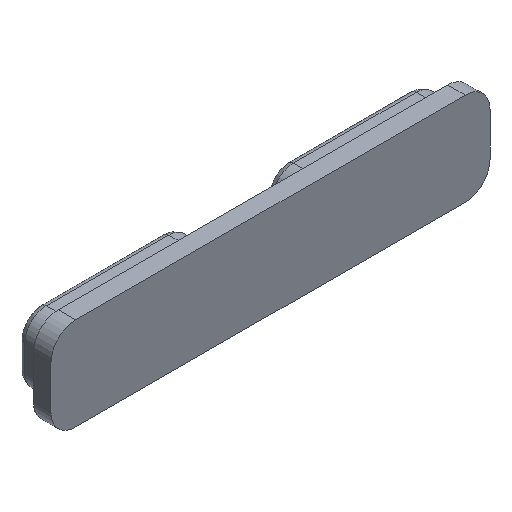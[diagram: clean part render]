
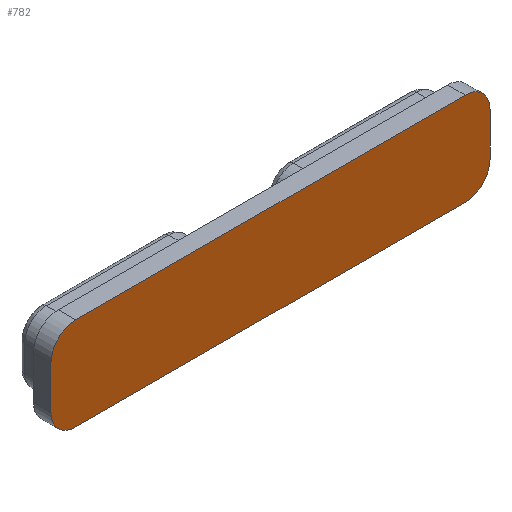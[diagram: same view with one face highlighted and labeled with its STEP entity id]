
A CAD part, isometric view. The second image highlights one B-rep face of the part: STEP entity #782.
In plain terms, the highlighted planar face has unit normal (0, -1, 0).
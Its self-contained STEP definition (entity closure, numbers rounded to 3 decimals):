
#31=PLANE('',#881);
#68=LINE('',#1467,#131);
#82=LINE('',#1490,#145);
#83=LINE('',#1493,#146);
#86=LINE('',#1501,#149);
#131=VECTOR('',#1058,10.);
#145=VECTOR('',#1084,10.);
#146=VECTOR('',#1089,10.);
#149=VECTOR('',#1100,10.);
#217=FACE_OUTER_BOUND('',#263,.T.);
#263=EDGE_LOOP('',(#692,#693,#694,#695,#696,#697,#698,#699));
#275=CIRCLE('',#809,1.5);
#277=CIRCLE('',#812,1.5);
#279=CIRCLE('',#815,1.5);
#312=CIRCLE('',#862,1.5);
#325=VERTEX_POINT('',#1165);
#328=VERTEX_POINT('',#1170);
#329=VERTEX_POINT('',#1174);
#332=VERTEX_POINT('',#1179);
#333=VERTEX_POINT('',#1183);
#336=VERTEX_POINT('',#1188);
#378=VERTEX_POINT('',#1428);
#379=VERTEX_POINT('',#1430);
#402=EDGE_CURVE('',#328,#325,#275,.T.);
#406=EDGE_CURVE('',#332,#329,#277,.T.);
#410=EDGE_CURVE('',#336,#333,#279,.T.);
#469=EDGE_CURVE('',#378,#379,#312,.T.);
#476=EDGE_CURVE('',#332,#325,#68,.T.);
#491=EDGE_CURVE('',#333,#378,#82,.T.);
#492=EDGE_CURVE('',#336,#329,#83,.T.);
#495=EDGE_CURVE('',#379,#328,#86,.T.);
#692=ORIENTED_EDGE('',*,*,#402,.F.);
#693=ORIENTED_EDGE('',*,*,#495,.F.);
#694=ORIENTED_EDGE('',*,*,#469,.F.);
#695=ORIENTED_EDGE('',*,*,#491,.F.);
#696=ORIENTED_EDGE('',*,*,#410,.F.);
#697=ORIENTED_EDGE('',*,*,#492,.T.);
#698=ORIENTED_EDGE('',*,*,#406,.F.);
#699=ORIENTED_EDGE('',*,*,#476,.T.);
#782=ADVANCED_FACE('',(#217),#31,.T.);
#809=AXIS2_PLACEMENT_3D('',#1172,#907,#908);
#812=AXIS2_PLACEMENT_3D('',#1181,#915,#916);
#815=AXIS2_PLACEMENT_3D('',#1190,#923,#924);
#862=AXIS2_PLACEMENT_3D('',#1431,#1043,#1044);
#881=AXIS2_PLACEMENT_3D('',#1503,#1103,#1104);
#907=DIRECTION('center_axis',(0.,1.,0.));
#908=DIRECTION('ref_axis',(0.,0.,1.));
#915=DIRECTION('center_axis',(0.,1.,0.));
#916=DIRECTION('ref_axis',(1.,0.,0.));
#923=DIRECTION('center_axis',(0.,1.,0.));
#924=DIRECTION('ref_axis',(0.,0.,-1.));
#1043=DIRECTION('center_axis',(0.,1.,0.));
#1044=DIRECTION('ref_axis',(-1.,0.,0.));
#1058=DIRECTION('',(0.,0.,1.));
#1084=DIRECTION('',(0.,0.,1.));
#1089=DIRECTION('',(1.,0.,0.));
#1100=DIRECTION('',(1.,0.,0.));
#1103=DIRECTION('center_axis',(0.,-1.,0.));
#1104=DIRECTION('ref_axis',(1.,0.,0.));
#1165=CARTESIAN_POINT('',(13.25,-1.378,1.3));
#1170=CARTESIAN_POINT('',(11.75,-1.378,2.8));
#1172=CARTESIAN_POINT('Origin',(11.75,-1.378,1.3));
#1174=CARTESIAN_POINT('',(11.75,-1.378,-2.8));
#1179=CARTESIAN_POINT('',(13.25,-1.378,-1.3));
#1181=CARTESIAN_POINT('Origin',(11.75,-1.378,-1.3));
#1183=CARTESIAN_POINT('',(-13.25,-1.378,-1.3));
#1188=CARTESIAN_POINT('',(-11.75,-1.378,-2.8));
#1190=CARTESIAN_POINT('Origin',(-11.75,-1.378,-1.3));
#1428=CARTESIAN_POINT('',(-13.25,-1.378,1.3));
#1430=CARTESIAN_POINT('',(-11.75,-1.378,2.8));
#1431=CARTESIAN_POINT('Origin',(-11.75,-1.378,1.3));
#1467=CARTESIAN_POINT('',(13.25,-1.378,-1.3));
#1490=CARTESIAN_POINT('',(-13.25,-1.378,-1.3));
#1493=CARTESIAN_POINT('',(-11.75,-1.378,-2.8));
#1501=CARTESIAN_POINT('',(-11.75,-1.378,2.8));
#1503=CARTESIAN_POINT('Origin',(-11.75,-1.378,-2.8));
